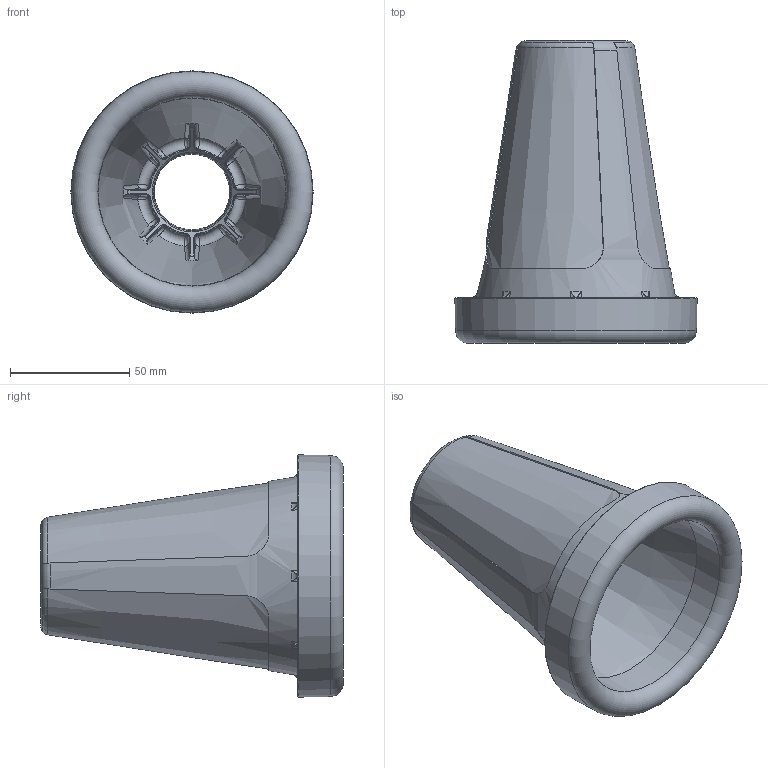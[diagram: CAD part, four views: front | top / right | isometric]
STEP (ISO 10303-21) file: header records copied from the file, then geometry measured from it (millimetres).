
FILE_DESCRIPTION (( 'STEP AP214' ), '1' );
FILE_NAME ('am-4801_Blue am-4801_Red Cone REV2.STEP', '2021-12-14T19:25:19', ( '' ), ( '' ), 'SwSTEP 2.0', 'SolidWorks 2021', '' );
FILE_SCHEMA (( 'AUTOMOTIVE_DESIGN' ));
Length unit declared in the file: inch
Products named in the file (1): am-4801_Blue am-4801_Red Cone REV2
Bounding box: 101.59 x 126.99 x 101.59 mm (x, y, z)
Volume: 82870.4 mm3; surface area: 77155 mm2
Topology: 1 solids, 1 shells, 417 faces, 1033 edges, 585 vertices
Faces by surface type: bspline 262, torus 63, plane 39, cone 37, cylinder 16
Entity records: 21602 total; most frequent: CARTESIAN_POINT 14022, ORIENTED_EDGE 1966, DIRECTION 1064, EDGE_CURVE 983, VERTEX_POINT 578, B_SPLINE_CURVE_WITH_KNOTS 568, AXIS2_PLACEMENT_3D 510, EDGE_LOOP 427
